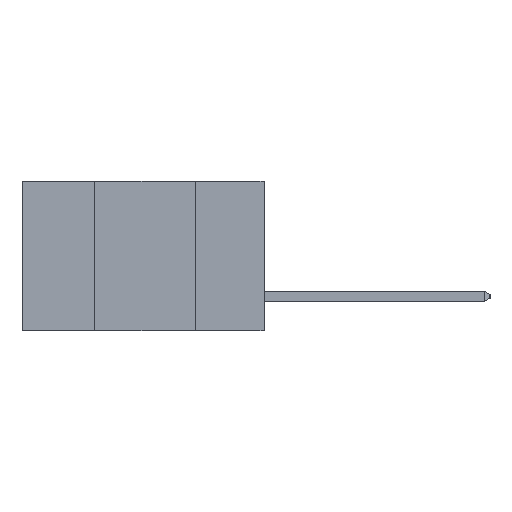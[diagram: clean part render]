
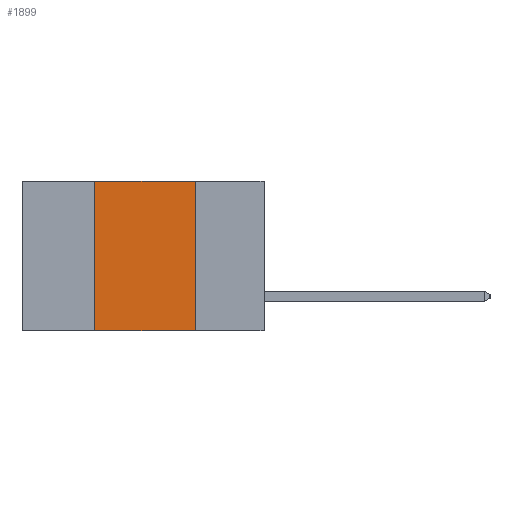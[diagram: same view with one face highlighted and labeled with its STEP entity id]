
A CAD part, left-side view. The second image highlights one B-rep face of the part: STEP entity #1899.
In plain terms, the highlighted planar face has unit normal (-1, 0, 0).
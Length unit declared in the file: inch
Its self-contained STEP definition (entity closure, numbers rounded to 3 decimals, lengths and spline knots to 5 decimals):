
#97 = CARTESIAN_POINT ( 'NONE',  ( 0., 0.6, 0. ) ) ;
#947 = EDGE_CURVE ( 'NONE', #11169, #7974, #6264, .T. ) ;
#1208 = FACE_OUTER_BOUND ( 'NONE', #2896, .T. ) ;
#1899 = ADVANCED_FACE ( 'NONE', ( #1208 ), #21017, .F. ) ;
#1990 = ORIENTED_EDGE ( 'NONE', *, *, #947, .F. ) ;
#2080 = DIRECTION ( 'NONE',  ( 0., 0., -1. ) ) ;
#2088 = ORIENTED_EDGE ( 'NONE', *, *, #15507, .F. ) ;
#2896 = EDGE_LOOP ( 'NONE', ( #1990, #21051, #2088, #4617 ) ) ;
#2912 = VECTOR ( 'NONE', #22513, 39.37008 ) ;
#3344 = CARTESIAN_POINT ( 'NONE',  ( 0., 0.17, 0. ) ) ;
#4117 = LINE ( 'NONE', #8955, #17864 ) ;
#4617 = ORIENTED_EDGE ( 'NONE', *, *, #17180, .T. ) ;
#5110 = VERTEX_POINT ( 'NONE', #9022 ) ;
#5877 = CARTESIAN_POINT ( 'NONE',  ( 0., 0.6, 0. ) ) ;
#5902 = AXIS2_PLACEMENT_3D ( 'NONE', #5877, #13417, #13369 ) ;
#6264 = LINE ( 'NONE', #19578, #15728 ) ;
#6325 = CARTESIAN_POINT ( 'NONE',  ( 0., 0.17, -0.37 ) ) ;
#7870 = LINE ( 'NONE', #97, #2912 ) ;
#7974 = VERTEX_POINT ( 'NONE', #6325 ) ;
#8927 = DIRECTION ( 'NONE',  ( 0., -1., 0. ) ) ;
#8955 = CARTESIAN_POINT ( 'NONE',  ( 0., 0.6, -0.37 ) ) ;
#9022 = CARTESIAN_POINT ( 'NONE',  ( 0., 0.42, 0. ) ) ;
#11169 = VERTEX_POINT ( 'NONE', #3344 ) ;
#11428 = LINE ( 'NONE', #20560, #20135 ) ;
#13369 = DIRECTION ( 'NONE',  ( 0., 0., -1. ) ) ;
#13417 = DIRECTION ( 'NONE',  ( 1., 0., 0. ) ) ;
#13740 = EDGE_CURVE ( 'NONE', #5110, #11169, #7870, .T. ) ;
#15507 = EDGE_CURVE ( 'NONE', #22228, #5110, #11428, .T. ) ;
#15728 = VECTOR ( 'NONE', #2080, 39.37008 ) ;
#17180 = EDGE_CURVE ( 'NONE', #22228, #7974, #4117, .T. ) ;
#17864 = VECTOR ( 'NONE', #8927, 39.37008 ) ;
#19268 = CARTESIAN_POINT ( 'NONE',  ( 0., 0.42, -0.37 ) ) ;
#19578 = CARTESIAN_POINT ( 'NONE',  ( 0., 0.17, -0.37 ) ) ;
#20135 = VECTOR ( 'NONE', #21348, 39.37008 ) ;
#20560 = CARTESIAN_POINT ( 'NONE',  ( 0., 0.42, -0.37 ) ) ;
#21017 = PLANE ( 'NONE',  #5902 ) ;
#21051 = ORIENTED_EDGE ( 'NONE', *, *, #13740, .F. ) ;
#21348 = DIRECTION ( 'NONE',  ( 0., 0., 1. ) ) ;
#22228 = VERTEX_POINT ( 'NONE', #19268 ) ;
#22513 = DIRECTION ( 'NONE',  ( 0., -1., 0. ) ) ;
